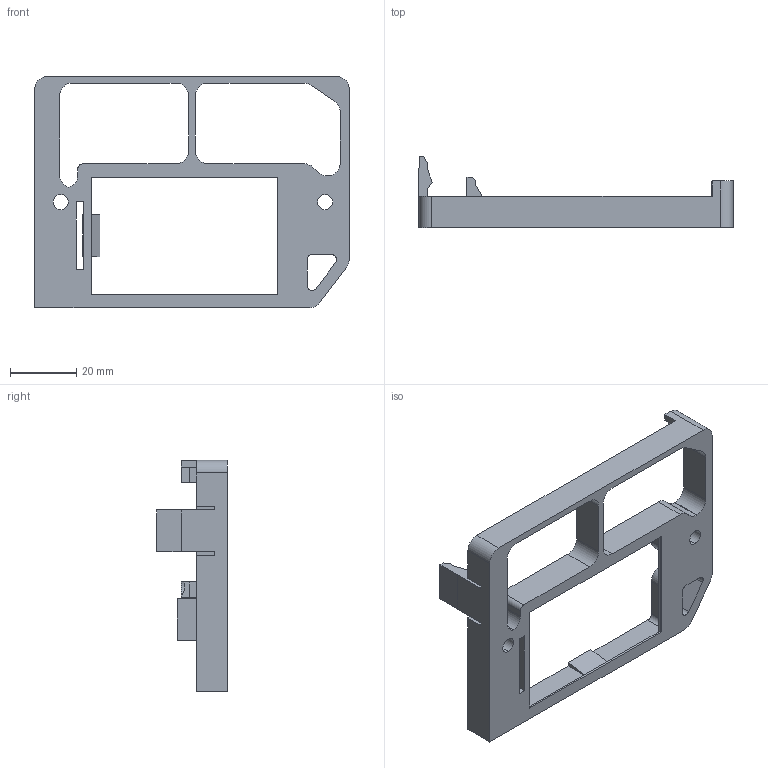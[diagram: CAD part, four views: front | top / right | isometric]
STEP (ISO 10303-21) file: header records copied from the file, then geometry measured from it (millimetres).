
FILE_DESCRIPTION((''),'2;1');
FILE_NAME('BOARD_MOUNT_BM1','2022-04-09T18:37:06',('jaymi'),(''),'CREO PARAMETRIC BY PTC INC, 2021404','CREO PARAMETRIC BY PTC INC, 2021404','');
FILE_SCHEMA(('CONFIG_CONTROL_DESIGN'));
Length unit declared in the file: inch
Products named in the file (1): BOARD_MOUNT_BM1
Bounding box: 95.12 x 21.41 x 70.01 mm (x, y, z)
Volume: 18905 mm3; surface area: 14541.4 mm2
Topology: 1 solids, 1 shells, 422 faces, 1201 edges, 800 vertices
Faces by surface type: plane 192, extrusion 190, cylinder 40
Entity records: 14346 total; most frequent: CARTESIAN_POINT 3961, ORIENTED_EDGE 2402, DIRECTION 1551, EDGE_CURVE 1201, VECTOR 925, VERTEX_POINT 800, LINE 735, B_SPLINE_CURVE_WITH_KNOTS 575
